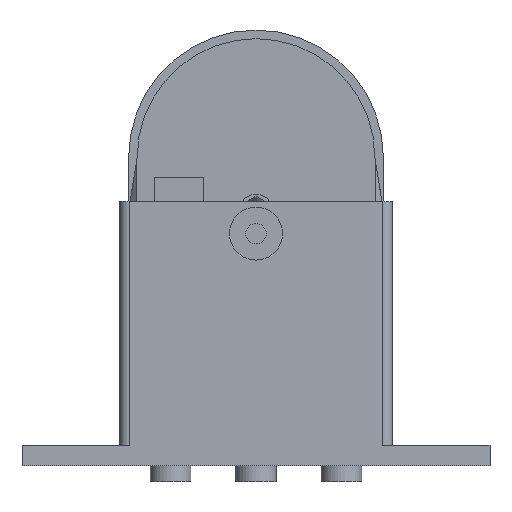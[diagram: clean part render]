
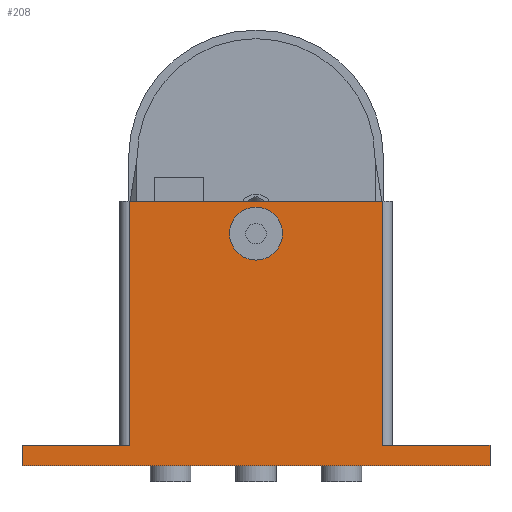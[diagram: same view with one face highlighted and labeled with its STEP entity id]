
A CAD part, front view. The second image highlights one B-rep face of the part: STEP entity #208.
In plain terms, the highlighted planar face has unit normal (0, -1, 0).
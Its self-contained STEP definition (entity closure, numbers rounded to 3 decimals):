
#208=ADVANCED_FACE('',(#475,#476),#477,.T.);
#475=FACE_BOUND('',#813,.T.);
#476=FACE_OUTER_BOUND('',#814,.T.);
#477=PLANE('',#815);
#813=EDGE_LOOP('',(#1318,#1319));
#814=EDGE_LOOP('',(#1320,#1321,#1322,#1323,#1324,#1325,#1326,#1327));
#815=AXIS2_PLACEMENT_3D('',#1328,#1329,#1330);
#1318=ORIENTED_EDGE('',*,*,#1953,.T.);
#1319=ORIENTED_EDGE('',*,*,#1912,.T.);
#1320=ORIENTED_EDGE('',*,*,#2024,.T.);
#1321=ORIENTED_EDGE('',*,*,#2018,.T.);
#1322=ORIENTED_EDGE('',*,*,#2021,.T.);
#1323=ORIENTED_EDGE('',*,*,#1998,.F.);
#1324=ORIENTED_EDGE('',*,*,#2028,.T.);
#1325=ORIENTED_EDGE('',*,*,#2029,.F.);
#1326=ORIENTED_EDGE('',*,*,#2030,.T.);
#1327=ORIENTED_EDGE('',*,*,#2031,.T.);
#1328=CARTESIAN_POINT('',(-28.75,-17.5,0.0));
#1329=DIRECTION('',(0.0,-1.0,0.0));
#1330=DIRECTION('',(1.0,0.0,0.0));
#1912=EDGE_CURVE('',#2267,#2264,#2268,.T.);
#1953=EDGE_CURVE('',#2264,#2267,#2326,.T.);
#1998=EDGE_CURVE('',#2389,#2384,#2391,.T.);
#2018=EDGE_CURVE('',#2422,#2420,#2423,.T.);
#2021=EDGE_CURVE('',#2420,#2384,#2426,.T.);
#2024=EDGE_CURVE('',#2429,#2422,#2430,.T.);
#2028=EDGE_CURVE('',#2389,#2435,#2436,.T.);
#2029=EDGE_CURVE('',#2437,#2435,#2438,.T.);
#2030=EDGE_CURVE('',#2437,#2439,#2440,.T.);
#2031=EDGE_CURVE('',#2439,#2429,#2441,.T.);
#2264=VERTEX_POINT('',#2772);
#2267=VERTEX_POINT('',#2776);
#2268=CIRCLE('',#2777,6.5);
#2326=CIRCLE('',#2844,6.5);
#2384=VERTEX_POINT('',#2918);
#2389=VERTEX_POINT('',#2924);
#2391=LINE('',#2926,#2927);
#2420=VERTEX_POINT('',#2965);
#2422=VERTEX_POINT('',#2967);
#2423=LINE('',#2968,#2969);
#2426=LINE('',#2972,#2973);
#2429=VERTEX_POINT('',#2977);
#2430=LINE('',#2978,#2979);
#2435=VERTEX_POINT('',#2986);
#2436=LINE('',#2987,#2988);
#2437=VERTEX_POINT('',#2989);
#2438=LINE('',#2990,#2991);
#2439=VERTEX_POINT('',#2992);
#2440=LINE('',#2993,#2994);
#2441=LINE('',#2995,#2996);
#2772=CARTESIAN_POINT('',(6.5,-17.5,57.0));
#2776=CARTESIAN_POINT('',(-6.5,-17.5,57.0));
#2777=AXIS2_PLACEMENT_3D('',#3528,#3529,#3530);
#2844=AXIS2_PLACEMENT_3D('',#3594,#3595,#3596);
#2918=CARTESIAN_POINT('',(-31.2,-17.5,65.0));
#2924=CARTESIAN_POINT('',(-31.2,-17.5,5.0));
#2926=CARTESIAN_POINT('',(-31.2,-17.5,5.0));
#2927=VECTOR('',#3656,1.0);
#2965=CARTESIAN_POINT('',(31.2,-17.5,65.0));
#2967=CARTESIAN_POINT('',(31.2,-17.5,5.0));
#2968=CARTESIAN_POINT('',(31.2,-17.5,5.0));
#2969=VECTOR('',#3681,1.0);
#2972=CARTESIAN_POINT('',(0.0,-17.5,65.0));
#2973=VECTOR('',#3685,1.0);
#2977=CARTESIAN_POINT('',(57.5,-17.5,5.0));
#2978=CARTESIAN_POINT('',(0.0,-17.5,5.0));
#2979=VECTOR('',#3687,1.0);
#2986=CARTESIAN_POINT('',(-57.5,-17.5,5.0));
#2987=CARTESIAN_POINT('',(0.0,-17.5,5.0));
#2988=VECTOR('',#3690,1.0);
#2989=CARTESIAN_POINT('',(-57.5,-17.5,0.0));
#2990=CARTESIAN_POINT('',(-57.5,-17.5,0.0));
#2991=VECTOR('',#3691,1.0);
#2992=CARTESIAN_POINT('',(57.5,-17.5,0.0));
#2993=CARTESIAN_POINT('',(0.0,-17.5,0.0));
#2994=VECTOR('',#3692,1.0);
#2995=CARTESIAN_POINT('',(57.5,-17.5,0.0));
#2996=VECTOR('',#3693,1.0);
#3528=CARTESIAN_POINT('',(0.0,-17.5,57.0));
#3529=DIRECTION('',(-0.0,1.0,0.0));
#3530=DIRECTION('',(1.0,0.0,0.0));
#3594=CARTESIAN_POINT('',(0.0,-17.5,57.0));
#3595=DIRECTION('',(-0.0,1.0,0.0));
#3596=DIRECTION('',(1.0,0.0,0.0));
#3656=DIRECTION('',(0.0,0.0,1.0));
#3681=DIRECTION('',(0.0,0.0,1.0));
#3685=DIRECTION('',(-1.0,-0.0,-0.0));
#3687=DIRECTION('',(-1.0,-0.0,-0.0));
#3690=DIRECTION('',(-1.0,-0.0,-0.0));
#3691=DIRECTION('',(0.0,0.0,1.0));
#3692=DIRECTION('',(1.0,0.0,0.0));
#3693=DIRECTION('',(0.0,0.0,1.0));
